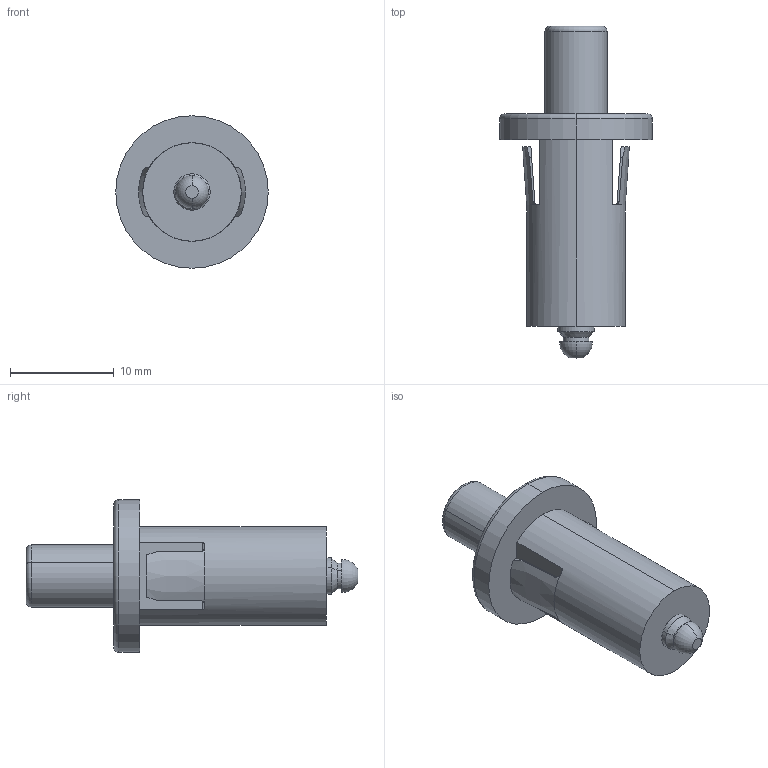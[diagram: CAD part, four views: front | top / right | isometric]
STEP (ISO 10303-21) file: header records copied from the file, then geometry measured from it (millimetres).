
FILE_DESCRIPTION (( 'STEP AP214' ), '1' );
FILE_NAME ('089.STEP', '2017-07-18T10:06:46', ( '' ), ( '' ), 'SwSTEP 2.0', 'SolidWorks 2017', '' );
FILE_SCHEMA (( 'AUTOMOTIVE_DESIGN' ));
Length unit declared in the file: millimetre
Products named in the file (7): 089; 6; 2; 4; 3; 1; 5
Assembly tree (6 placements, depth 2):
  089
    1
    2
    3
    4
    5
    6
Bounding box: 14.7 x 32 x 14.7 mm (x, y, z)
Volume: 1576 mm3; surface area: 2168.9 mm2
Topology: 6 solids, 6 shells, 83 faces, 184 edges, 118 vertices
Faces by surface type: plane 35, cylinder 26, torus 10, bspline 8, cone 4
Entity records: 4416 total; most frequent: CARTESIAN_POINT 2358, DIRECTION 372, ORIENTED_EDGE 368, EDGE_CURVE 184, AXIS2_PLACEMENT_3D 156, VERTEX_POINT 118, EDGE_LOOP 90, ADVANCED_FACE 83
